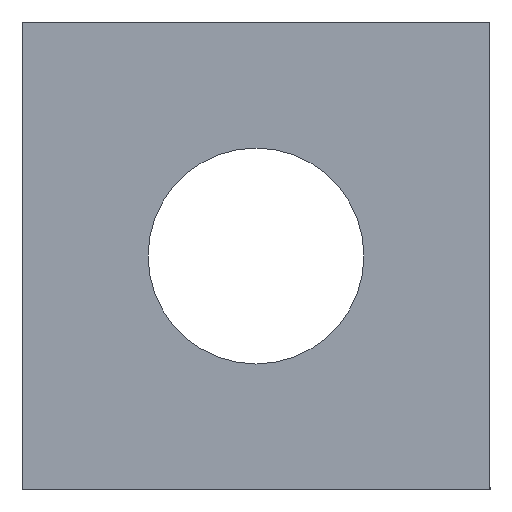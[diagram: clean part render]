
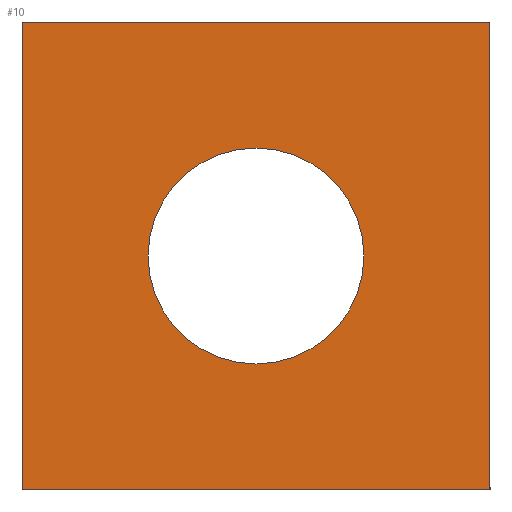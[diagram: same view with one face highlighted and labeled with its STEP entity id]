
A CAD part, front view. The second image highlights one B-rep face of the part: STEP entity #10.
In plain terms, the highlighted planar face has unit normal (0, -1, 0).
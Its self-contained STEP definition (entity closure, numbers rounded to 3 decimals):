
#10 = ADVANCED_FACE ( 'NONE', ( #596, #456 ), #190, .T. ) ;
#80 = EDGE_CURVE ( 'NONE', #505, #446, #503, .T. ) ;
#105 = AXIS2_PLACEMENT_3D ( 'NONE', #302, #354, #329 ) ;
#109 = AXIS2_PLACEMENT_3D ( 'NONE', #231, #341, #238 ) ;
#115 = AXIS2_PLACEMENT_3D ( 'NONE', #160, #165, #178 ) ;
#124 = EDGE_CURVE ( 'NONE', #586, #486, #506, .T. ) ;
#128 = EDGE_CURVE ( 'NONE', #486, #505, #445, .T. ) ;
#134 = EDGE_CURVE ( 'NONE', #509, #531, #513, .T. ) ;
#144 = EDGE_CURVE ( 'NONE', #446, #586, #518, .T. ) ;
#148 = EDGE_CURVE ( 'NONE', #531, #509, #570, .T. ) ;
#160 = CARTESIAN_POINT ( 'NONE',  ( -6.5, 0., -6.5 ) ) ;
#165 = DIRECTION ( 'NONE',  ( 0., -1., 0. ) ) ;
#178 = DIRECTION ( 'NONE',  ( 0., 0., -1. ) ) ;
#190 = PLANE ( 'NONE',  #115 ) ;
#197 = DIRECTION ( 'NONE',  ( 1., 0., 0. ) ) ;
#231 = CARTESIAN_POINT ( 'NONE',  ( 0., 0., 0. ) ) ;
#238 = DIRECTION ( 'NONE',  ( 0., 0., -1. ) ) ;
#268 = CARTESIAN_POINT ( 'NONE',  ( 0., 0., -3. ) ) ;
#272 = DIRECTION ( 'NONE',  ( -1., 0., 0. ) ) ;
#291 = CARTESIAN_POINT ( 'NONE',  ( 6.5, 0., 6.5 ) ) ;
#294 = CARTESIAN_POINT ( 'NONE',  ( -6.5, 0., 6.5 ) ) ;
#296 = DIRECTION ( 'NONE',  ( 0., 0., 1. ) ) ;
#302 = CARTESIAN_POINT ( 'NONE',  ( 0., 0., 0. ) ) ;
#318 = CARTESIAN_POINT ( 'NONE',  ( -6.5, 0., 6.5 ) ) ;
#327 = CARTESIAN_POINT ( 'NONE',  ( 0., 0., 3. ) ) ;
#329 = DIRECTION ( 'NONE',  ( 0., 0., -1. ) ) ;
#341 = DIRECTION ( 'NONE',  ( 0., -1., 0. ) ) ;
#351 = DIRECTION ( 'NONE',  ( 0., 0., -1. ) ) ;
#352 = CARTESIAN_POINT ( 'NONE',  ( -6.5, 0., -6.5 ) ) ;
#354 = DIRECTION ( 'NONE',  ( 0., -1., 0. ) ) ;
#357 = CARTESIAN_POINT ( 'NONE',  ( 6.5, 0., -6.5 ) ) ;
#358 = CARTESIAN_POINT ( 'NONE',  ( -6.5, 0., 6.5 ) ) ;
#403 = CARTESIAN_POINT ( 'NONE',  ( -6.5, 0., -6.5 ) ) ;
#412 = CARTESIAN_POINT ( 'NONE',  ( 6.5, 0., 6.5 ) ) ;
#445 = LINE ( 'NONE', #318, #541 ) ;
#446 = VERTEX_POINT ( 'NONE', #412 ) ;
#456 = FACE_OUTER_BOUND ( 'NONE', #555, .T. ) ;
#463 = ORIENTED_EDGE ( 'NONE', *, *, #134, .F. ) ;
#479 = ORIENTED_EDGE ( 'NONE', *, *, #80, .F. ) ;
#486 = VERTEX_POINT ( 'NONE', #352 ) ;
#489 = ORIENTED_EDGE ( 'NONE', *, *, #128, .F. ) ;
#496 = VECTOR ( 'NONE', #197, 1000. ) ;
#503 = LINE ( 'NONE', #294, #496 ) ;
#505 = VERTEX_POINT ( 'NONE', #358 ) ;
#506 = LINE ( 'NONE', #403, #602 ) ;
#509 = VERTEX_POINT ( 'NONE', #327 ) ;
#513 = CIRCLE ( 'NONE', #109, 3. ) ;
#518 = LINE ( 'NONE', #291, #579 ) ;
#531 = VERTEX_POINT ( 'NONE', #268 ) ;
#541 = VECTOR ( 'NONE', #296, 1000. ) ;
#554 = ORIENTED_EDGE ( 'NONE', *, *, #124, .F. ) ;
#555 = EDGE_LOOP ( 'NONE', ( #489, #554, #589, #479 ) ) ;
#570 = CIRCLE ( 'NONE', #105, 3. ) ;
#576 = ORIENTED_EDGE ( 'NONE', *, *, #148, .F. ) ;
#579 = VECTOR ( 'NONE', #351, 1000. ) ;
#586 = VERTEX_POINT ( 'NONE', #357 ) ;
#587 = EDGE_LOOP ( 'NONE', ( #463, #576 ) ) ;
#589 = ORIENTED_EDGE ( 'NONE', *, *, #144, .F. ) ;
#596 = FACE_BOUND ( 'NONE', #587, .T. ) ;
#602 = VECTOR ( 'NONE', #272, 1000. ) ;
